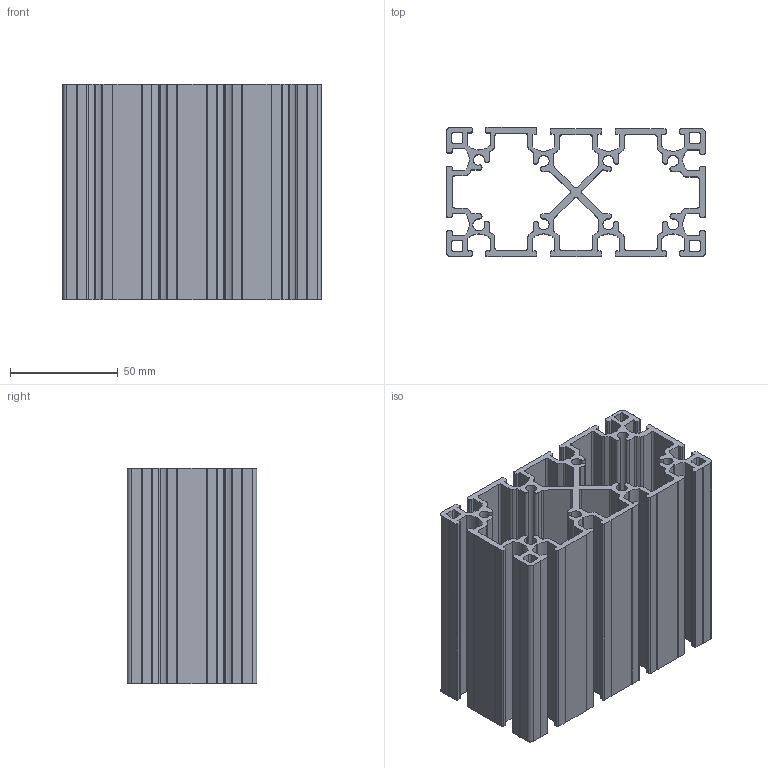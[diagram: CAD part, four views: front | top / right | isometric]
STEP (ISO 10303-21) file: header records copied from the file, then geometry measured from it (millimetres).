
FILE_DESCRIPTION((''),'2;1');
FILE_NAME('AF60120-6.stp','2009-09-01T13:37:35',('Administrator'),(''),'Autodesk Inventor 2008','Autodesk Inventor 2008','');
FILE_SCHEMA(('AUTOMOTIVE_DESIGN { 1 0 10303 214 1 1 1 1 }'));
Length unit declared in the file: millimetre
Products named in the file (1): AF60120-6
Bounding box: 120 x 60 x 100 mm (x, y, z)
Volume: 179666 mm3; surface area: 139304.2 mm2
Topology: 1 solids, 1 shells, 472 faces, 1410 edges, 940 vertices
Faces by surface type: cylinder 266, plane 206
Entity records: 16124 total; most frequent: DIRECTION 2888, CARTESIAN_POINT 2823, ORIENTED_EDGE 2820, EDGE_CURVE 1410, AXIS2_PLACEMENT_3D 1005, VERTEX_POINT 940, VECTOR 878, LINE 878
